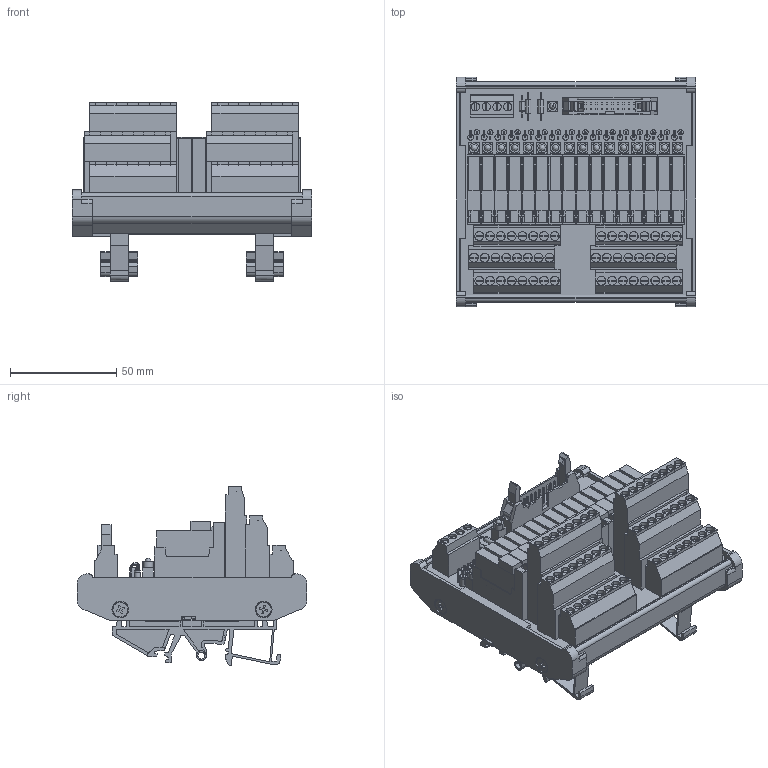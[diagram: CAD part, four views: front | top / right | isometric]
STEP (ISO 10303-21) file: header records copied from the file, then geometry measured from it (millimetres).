
FILE_DESCRIPTION(('CATIA V5R22 STEP214','CAx-IF Rec.Pracs.--- Model Styling and Organization---1.4--- 2014-01-23'),'2;1');
FILE_NAME ('013670-1_0', '2023-05-10T07:08:29+00:00', ('Weidmueller Interface'), ('Weidmueller'), 'CATIA Version 5-6 Release 2016 SP3 HF44', 'CATIA V5 STEP AP214', 'none');
FILE_SCHEMA(('AUTOMOTIVE_DESIGN { 1 0 10303 214 1 1 1 1 }'));
Products named in the file (1): 1457300000_RSMS-16H 24V+ 1CO S
Bounding box: 113 x 108.2 x 84.75 mm (x, y, z)
Volume: 241716.5 mm3; surface area: 160343.2 mm2
Topology: 1 solids, 1 shells, 3283 faces, 9163 edges, 5937 vertices
Faces by surface type: plane 2359, cylinder 766, torus 140, bspline 18
Entity records: 114141 total; most frequent: CARTESIAN_POINT 27656, ORIENTED_EDGE 18256, DIRECTION 15022, EDGE_CURVE 9128, VECTOR 6979, LINE 6979, VERTEX_POINT 5937, AXIS2_PLACEMENT_3D 4779
